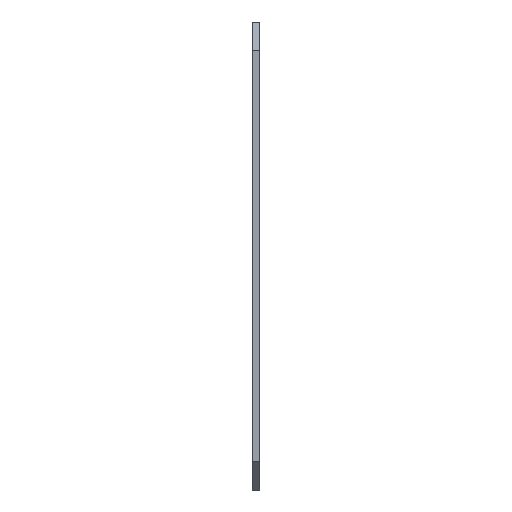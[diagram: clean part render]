
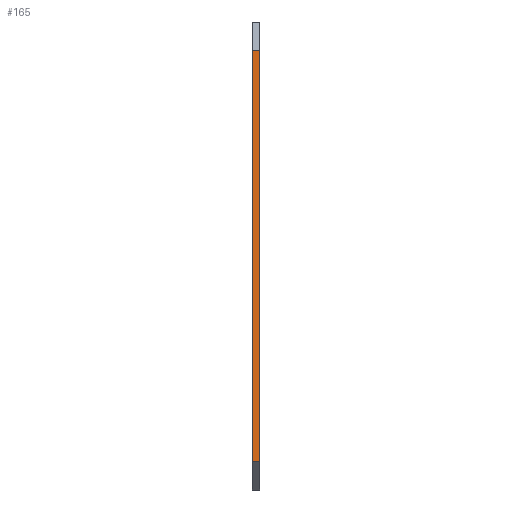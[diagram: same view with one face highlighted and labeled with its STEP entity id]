
A CAD part, left-side view. The second image highlights one B-rep face of the part: STEP entity #165.
In plain terms, the highlighted planar face has unit normal (-1, 0, 0).
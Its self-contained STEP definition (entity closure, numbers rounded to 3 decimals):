
#58 = CARTESIAN_POINT ( 'NONE',  ( -365., 0., -233. ) ) ;
#64 = LINE ( 'NONE', #812, #395 ) ;
#72 = EDGE_CURVE ( 'NONE', #569, #274, #127, .T. ) ;
#91 = DIRECTION ( 'NONE',  ( 0., 0., -1. ) ) ;
#92 = VERTEX_POINT ( 'NONE', #58 ) ;
#95 = DIRECTION ( 'NONE',  ( 0., 0., 1. ) ) ;
#99 = LINE ( 'NONE', #162, #131 ) ;
#103 = VECTOR ( 'NONE', #446, 1000. ) ;
#127 = LINE ( 'NONE', #756, #103 ) ;
#131 = VECTOR ( 'NONE', #95, 1000. ) ;
#162 = CARTESIAN_POINT ( 'NONE',  ( -365., 0., -265. ) ) ;
#165 = ADVANCED_FACE ( 'NONE', ( #767 ), #214, .F. ) ;
#179 = CARTESIAN_POINT ( 'NONE',  ( -365., 8., -233. ) ) ;
#211 = DIRECTION ( 'NONE',  ( 1., 0., 0. ) ) ;
#214 = PLANE ( 'NONE',  #712 ) ;
#224 = CARTESIAN_POINT ( 'NONE',  ( -365., 8., 233. ) ) ;
#256 = VECTOR ( 'NONE', #524, 1000. ) ;
#274 = VERTEX_POINT ( 'NONE', #224 ) ;
#338 = CARTESIAN_POINT ( 'NONE',  ( -365., 8., -233. ) ) ;
#388 = EDGE_CURVE ( 'NONE', #92, #569, #99, .T. ) ;
#395 = VECTOR ( 'NONE', #568, 1000. ) ;
#421 = EDGE_CURVE ( 'NONE', #422, #274, #64, .T. ) ;
#422 = VERTEX_POINT ( 'NONE', #179 ) ;
#446 = DIRECTION ( 'NONE',  ( 0., 1., 0. ) ) ;
#449 = LINE ( 'NONE', #338, #256 ) ;
#515 = CARTESIAN_POINT ( 'NONE',  ( -365., 0., 233. ) ) ;
#524 = DIRECTION ( 'NONE',  ( 0., -1., 0. ) ) ;
#546 = ORIENTED_EDGE ( 'NONE', *, *, #388, .T. ) ;
#568 = DIRECTION ( 'NONE',  ( 0., 0., 1. ) ) ;
#569 = VERTEX_POINT ( 'NONE', #515 ) ;
#603 = EDGE_CURVE ( 'NONE', #422, #92, #449, .T. ) ;
#612 = EDGE_LOOP ( 'NONE', ( #546, #706, #779, #802 ) ) ;
#706 = ORIENTED_EDGE ( 'NONE', *, *, #72, .T. ) ;
#712 = AXIS2_PLACEMENT_3D ( 'NONE', #719, #211, #91 ) ;
#719 = CARTESIAN_POINT ( 'NONE',  ( -365., 8., -265. ) ) ;
#756 = CARTESIAN_POINT ( 'NONE',  ( -365., 8., 233. ) ) ;
#767 = FACE_OUTER_BOUND ( 'NONE', #612, .T. ) ;
#779 = ORIENTED_EDGE ( 'NONE', *, *, #421, .F. ) ;
#802 = ORIENTED_EDGE ( 'NONE', *, *, #603, .T. ) ;
#812 = CARTESIAN_POINT ( 'NONE',  ( -365., 8., -265. ) ) ;
